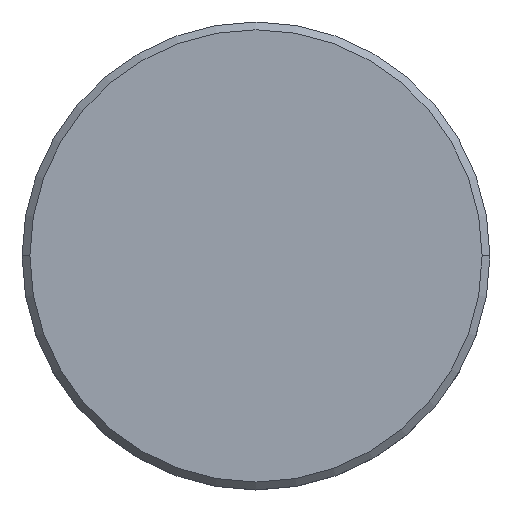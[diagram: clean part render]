
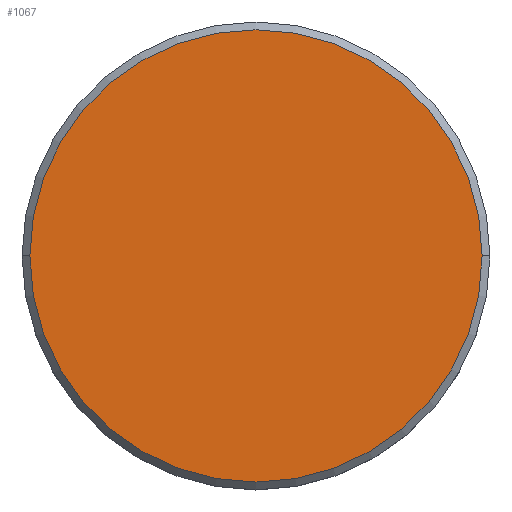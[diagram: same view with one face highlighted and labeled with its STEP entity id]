
A CAD part, top view. The second image highlights one B-rep face of the part: STEP entity #1067.
In plain terms, the highlighted planar face has unit normal (0, 0, 1).
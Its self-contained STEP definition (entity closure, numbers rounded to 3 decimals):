
#57 = FACE_OUTER_BOUND ( 'NONE', #82, .T. ) ;
#82 = EDGE_LOOP ( 'NONE', ( #536, #1033 ) ) ;
#153 = CIRCLE ( 'NONE', #669, 14.5 ) ;
#155 = DIRECTION ( 'NONE',  ( 0., 0., 1. ) ) ;
#158 = CIRCLE ( 'NONE', #588, 14.5 ) ;
#161 = CARTESIAN_POINT ( 'NONE',  ( 0., 0., 0. ) ) ;
#186 = EDGE_CURVE ( 'NONE', #240, #1115, #158, .T. ) ;
#240 = VERTEX_POINT ( 'NONE', #884 ) ;
#248 = DIRECTION ( 'NONE',  ( 1., 0., 0. ) ) ;
#431 = CARTESIAN_POINT ( 'NONE',  ( -14.5, 0., 0. ) ) ;
#536 = ORIENTED_EDGE ( 'NONE', *, *, #1047, .T. ) ;
#575 = DIRECTION ( 'NONE',  ( 0., 0., 1. ) ) ;
#588 = AXIS2_PLACEMENT_3D ( 'NONE', #916, #575, #1089 ) ;
#669 = AXIS2_PLACEMENT_3D ( 'NONE', #1131, #155, #963 ) ;
#884 = CARTESIAN_POINT ( 'NONE',  ( 14.5, 0., 0. ) ) ;
#916 = CARTESIAN_POINT ( 'NONE',  ( 0., 0., 0. ) ) ;
#963 = DIRECTION ( 'NONE',  ( 1., 0., 0. ) ) ;
#1030 = AXIS2_PLACEMENT_3D ( 'NONE', #161, #1053, #248 ) ;
#1033 = ORIENTED_EDGE ( 'NONE', *, *, #186, .T. ) ;
#1047 = EDGE_CURVE ( 'NONE', #1115, #240, #153, .T. ) ;
#1053 = DIRECTION ( 'NONE',  ( 0., 0., 1. ) ) ;
#1067 = ADVANCED_FACE ( 'NONE', ( #57 ), #1138, .T. ) ;
#1089 = DIRECTION ( 'NONE',  ( 1., 0., 0. ) ) ;
#1115 = VERTEX_POINT ( 'NONE', #431 ) ;
#1131 = CARTESIAN_POINT ( 'NONE',  ( 0., 0., 0. ) ) ;
#1138 = PLANE ( 'NONE',  #1030 ) ;
